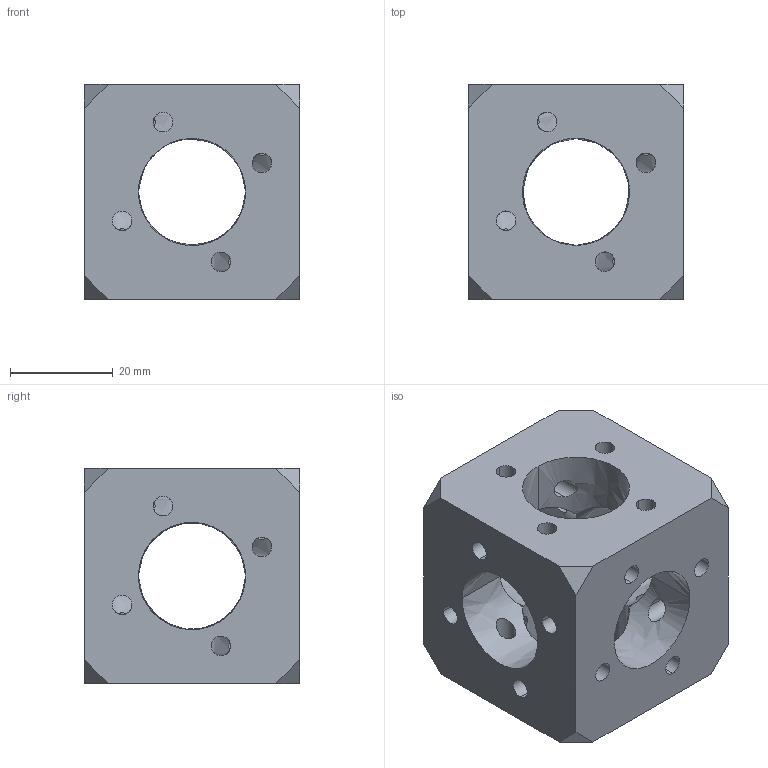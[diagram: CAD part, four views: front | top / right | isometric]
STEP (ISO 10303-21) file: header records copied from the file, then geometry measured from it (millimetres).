
FILE_DESCRIPTION(/* description */ ('Alibre Inc.'),/* implementation_level */ '2;1');
FILE_NAME(/* name */ 'export0',/* time_stamp */ '2015-05-18T20:19:44-07:00',/* author */ (''),/* organization */ (''),/* preprocessor_version */ 'ST-DEVELOPER v14',/* originating_system */ 'Alibre',/* authorisation */ '');
FILE_SCHEMA (('CONFIG_CONTROL_DESIGN'));
Length unit declared in the file: inch
Products named in the file (1): ID_1
Bounding box: 41.91 x 41.91 x 41.91 mm (x, y, z)
Surface area: 15887.6 mm2 (no closed solid volume)
Topology: 0 solids, 1 shells, 74 faces, 227 edges, 151 vertices
Faces by surface type: bspline 36, cylinder 24, plane 14
Entity records: 9833 total; most frequent: CARTESIAN_POINT 8031, ORIENTED_EDGE 451, EDGE_CURVE 227, B_SPLINE_CURVE_WITH_KNOTS 167, VERTEX_POINT 151, DIRECTION 148, EDGE_LOOP 128, FACE_BOUND 128
